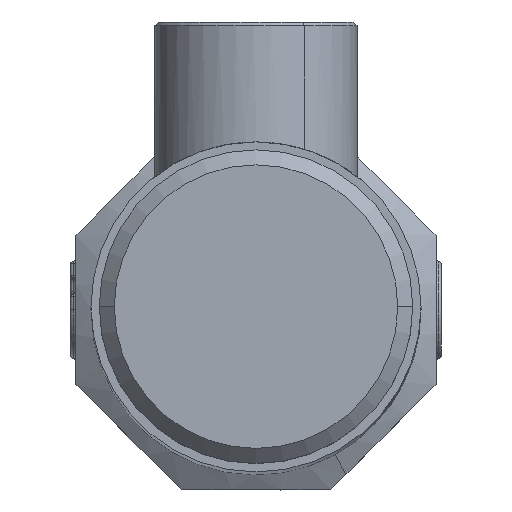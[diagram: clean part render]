
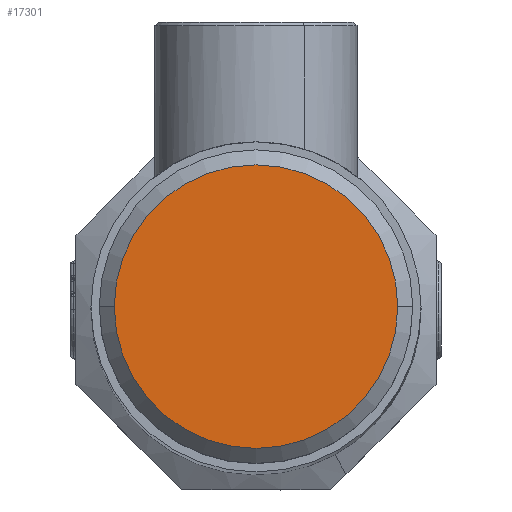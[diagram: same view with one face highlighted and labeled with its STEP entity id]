
A CAD part, top view. The second image highlights one B-rep face of the part: STEP entity #17301.
In plain terms, the highlighted planar face has unit normal (0, 0, 1).
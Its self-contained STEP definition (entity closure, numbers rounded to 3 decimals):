
#17278=CARTESIAN_POINT('Axis2P3D Location',(0.,0.,257.)) ;
#17283=CARTESIAN_POINT('Axis2P3D Location',(0.,0.,257.)) ;
#17287=CARTESIAN_POINT('Vertex',(-18.9,0.,257.)) ;
#17289=CARTESIAN_POINT('Vertex',(18.9,0.,257.)) ;
#17292=CARTESIAN_POINT('Axis2P3D Location',(0.,0.,257.)) ;
#17279=DIRECTION('Axis2P3D Direction',(0.,0.,1.)) ;
#17280=DIRECTION('Axis2P3D XDirection',(1.,0.,0.)) ;
#17284=DIRECTION('Axis2P3D Direction',(0.,0.,1.)) ;
#17293=DIRECTION('Axis2P3D Direction',(0.,0.,1.)) ;
#17281=AXIS2_PLACEMENT_3D('Plane Axis2P3D',#17278,#17279,#17280) ;
#17285=AXIS2_PLACEMENT_3D('Circle Axis2P3D',#17283,#17284,$) ;
#17294=AXIS2_PLACEMENT_3D('Circle Axis2P3D',#17292,#17293,$) ;
#17298=ORIENTED_EDGE('',*,*,#17291,.T.) ;
#17299=ORIENTED_EDGE('',*,*,#17296,.T.) ;
#17301=ADVANCED_FACE('PartBody',(#17300),#17282,.T.) ;
#17286=CIRCLE('generated circle',#17285,18.9) ;
#17295=CIRCLE('generated circle',#17294,18.9) ;
#17291=EDGE_CURVE('',#17288,#17290,#17286,.T.) ;
#17296=EDGE_CURVE('',#17290,#17288,#17295,.T.) ;
#17297=EDGE_LOOP('',(#17298,#17299)) ;
#17300=FACE_OUTER_BOUND('',#17297,.T.) ;
#17282=PLANE('',#17281) ;
#17288=VERTEX_POINT('',#17287) ;
#17290=VERTEX_POINT('',#17289) ;
